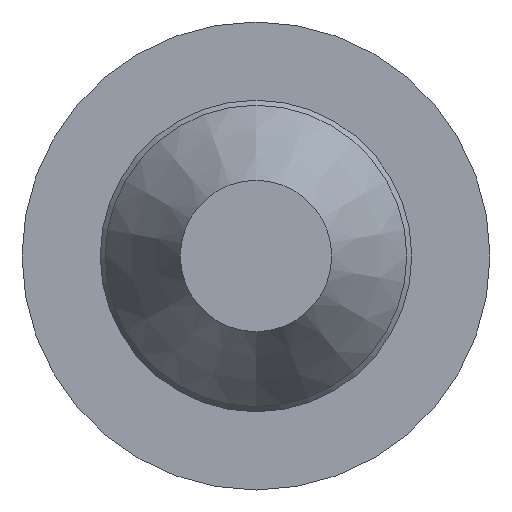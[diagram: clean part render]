
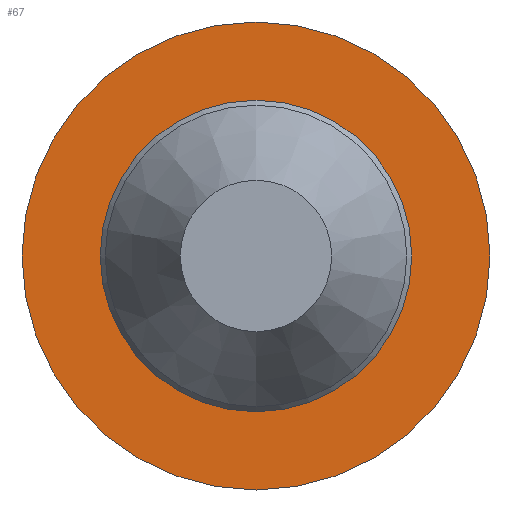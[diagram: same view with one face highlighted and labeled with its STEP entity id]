
A CAD part, left-side view. The second image highlights one B-rep face of the part: STEP entity #67.
In plain terms, the highlighted planar face has unit normal (-1, 0, 0).
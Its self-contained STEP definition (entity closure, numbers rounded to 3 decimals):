
#67 = ADVANCED_FACE( '', ( #145, #146 ), #147, .T. );
#145 = FACE_OUTER_BOUND( '', #227, .T. );
#146 = FACE_BOUND( '', #228, .T. );
#147 = PLANE( '', #229 );
#227 = EDGE_LOOP( '', ( #327 ) );
#228 = EDGE_LOOP( '', ( #328 ) );
#229 = AXIS2_PLACEMENT_3D( '', #329, #330, #331 );
#327 = ORIENTED_EDGE( '', *, *, #384, .T. );
#328 = ORIENTED_EDGE( '', *, *, #378, .F. );
#329 = CARTESIAN_POINT( '', ( 2.695, 0., 2.995 ) );
#330 = DIRECTION( '', ( -1., 0., 0. ) );
#331 = DIRECTION( '', ( 0., 0., 1. ) );
#378 = EDGE_CURVE( '', #422, #422, #423, .T. );
#384 = EDGE_CURVE( '', #432, #432, #433, .T. );
#422 = VERTEX_POINT( '', #477 );
#423 = CIRCLE( '', #478, 2.995 );
#432 = VERTEX_POINT( '', #487 );
#433 = CIRCLE( '', #488, 4.5 );
#477 = CARTESIAN_POINT( '', ( 2.695, 0., 2.995 ) );
#478 = AXIS2_PLACEMENT_3D( '', #534, #535, #536 );
#487 = CARTESIAN_POINT( '', ( 2.695, 0., 4.5 ) );
#488 = AXIS2_PLACEMENT_3D( '', #546, #547, #548 );
#534 = CARTESIAN_POINT( '', ( 2.695, 0., 0. ) );
#535 = DIRECTION( '', ( -1., 0., 0. ) );
#536 = DIRECTION( '', ( 0., 0., 1. ) );
#546 = CARTESIAN_POINT( '', ( 2.695, 0., 0. ) );
#547 = DIRECTION( '', ( -1., 0., 0. ) );
#548 = DIRECTION( '', ( 0., 0., 1. ) );
